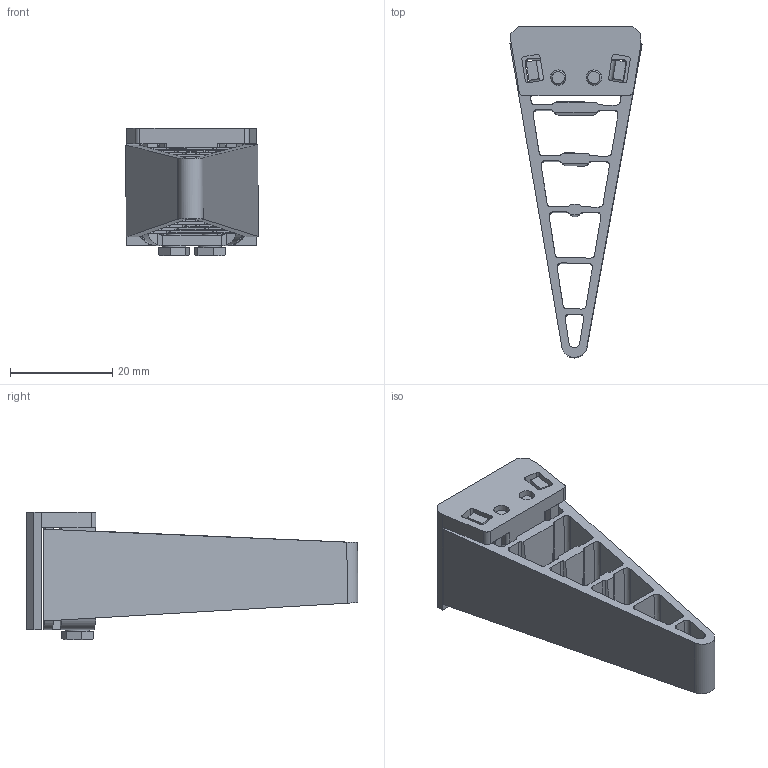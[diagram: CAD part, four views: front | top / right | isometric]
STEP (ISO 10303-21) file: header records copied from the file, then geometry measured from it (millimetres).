
FILE_DESCRIPTION(/* description */ (''),/* implementation_level */ '2;1');
FILE_NAME(/* name */ 'Finger Assembly.stp',/* time_stamp */ '2025-08-07T17:57:12+02:00',/* author */ ('roone'),/* organization */ (''),/* preprocessor_version */ 'ST-DEVELOPER v20',/* originating_system */ 'Autodesk Inventor 2025',/* authorisation */ '');
FILE_SCHEMA (('AUTOMOTIVE_DESIGN { 1 0 10303 214 3 1 1 }','MODEL_BASED_INTEGRATED_MANUFACTURING_SCHEMA'));
Products named in the file (5): Finger Assembly; 4464306 DHAS-ME-H9-60---(befestigung); Finger 60mm; Hexagon bolt DIN 933 - M3x22; Bakdel finger feste 3D - print
Assembly tree (5 placements, depth 2):
  Finger Assembly
    4464306 DHAS-ME-H9-60---(befestigung)
    Finger 60mm
    Hexagon bolt DIN 933 - M3x22  x2
    Bakdel finger feste 3D - print
Bounding box: 25.93 x 65.06 x 25 mm (x, y, z)
Volume: 9214.5 mm3; surface area: 10809.1 mm2
Topology: 5 solids, 5 shells, 278 faces, 757 edges, 494 vertices
Faces by surface type: plane 161, cylinder 101, cone 14, torus 2
Full cylindrical faces by diameter (mm): 2.459 x2, 3 x4, 3.4 x2, 4.57 x2
Entity records: 8530 total; most frequent: CARTESIAN_POINT 1477, DIRECTION 1472, ORIENTED_EDGE 1432, EDGE_CURVE 716, AXIS2_PLACEMENT_3D 500, LINE 472, VECTOR 472, VERTEX_POINT 468
